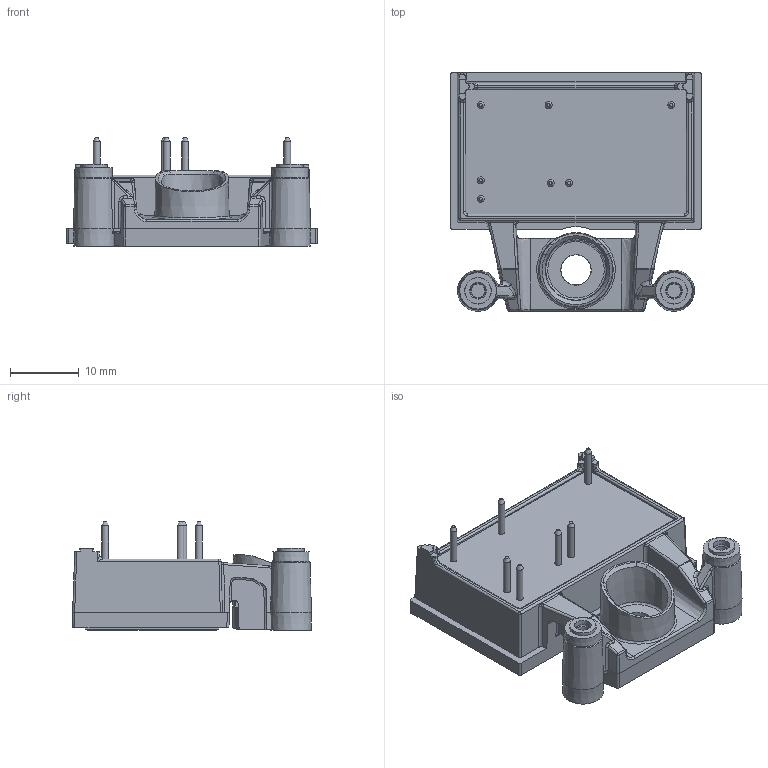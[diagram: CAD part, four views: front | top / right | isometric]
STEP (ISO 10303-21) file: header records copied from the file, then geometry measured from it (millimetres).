
FILE_DESCRIPTION(/* description */ ('Unknown'),/* implementation_level */ '2;1');
FILE_NAME(/* name */ 'Flow0B-2T12W-L600(070)-01-OL',/* time_stamp */ '2016-04-13T15:16:36+02:00',/* author */ ('Unknown'),/* organization */ ('Unknown'),/* preprocessor_version */ 'ST-DEVELOPER v16',/* originating_system */ 'DEX',/* authorisation */ $);
FILE_SCHEMA (('AP242_MANAGED_MODEL_BASED_3D_ENGINEERING_MIM_LF { 1 0 10303 442 20130219 1 4 }'));
Length unit declared in the file: millimetre
Products named in the file (1): FLOW0B-2T12
Bounding box: 36.6 x 34.85 x 15.88 mm (x, y, z)
Volume: 9049.6 mm3; surface area: 5194.6 mm2
Topology: 1 solids, 1 shells, 418 faces, 1052 edges, 647 vertices
Faces by surface type: plane 167, cylinder 122, bspline 77, cone 36, sphere 10, torus 6
Full cylindrical faces by diameter (mm): 1 x7
Entity records: 15219 total; most frequent: CARTESIAN_POINT 5923, ORIENTED_EDGE 1976, DIRECTION 1772, EDGE_CURVE 988, AXIS2_PLACEMENT_3D 660, VERTEX_POINT 634, EDGE_LOOP 484, FACE_BOUND 484
